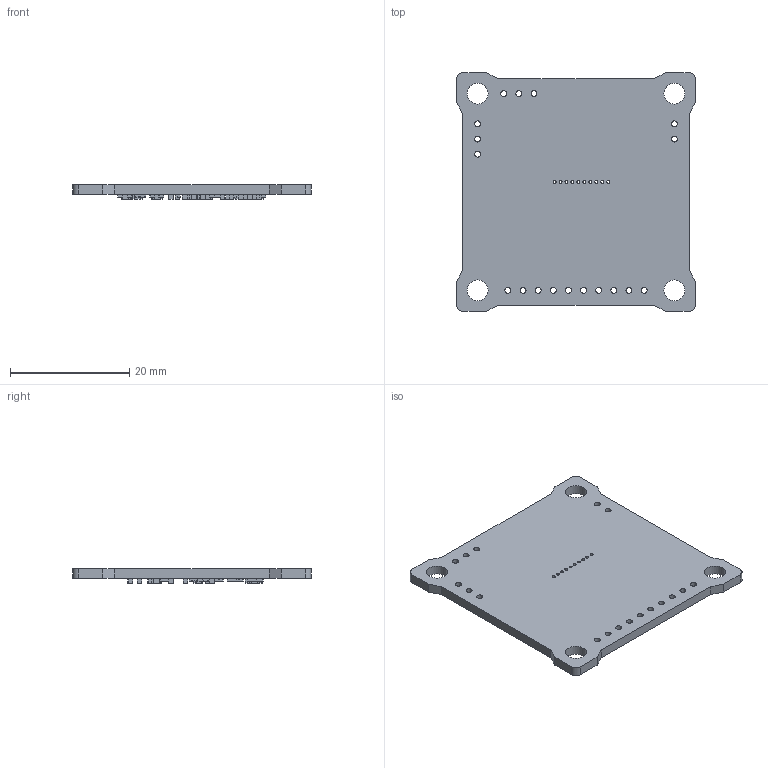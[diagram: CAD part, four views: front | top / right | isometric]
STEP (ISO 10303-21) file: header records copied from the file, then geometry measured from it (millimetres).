
FILE_DESCRIPTION(('KiCad electronic assembly'),'2;1');
FILE_NAME('low_freq_board.step','2022-06-18T13:34:38',('Pcbnew'),( 'Kicad'),'Open CASCADE STEP processor 7.5','KiCad to STEP converter' ,'Unknown');
FILE_SCHEMA(('AUTOMOTIVE_DESIGN { 1 0 10303 214 1 1 1 1 }'));
Length unit declared in the file: millimetre
Products named in the file (10): low_freq_board 1; C_0603_1608Metric; SOLID; R_0603_1608Metric; C_0402_1005Metric; R_0402_1005Metric; low_freq_board PCB
Assembly tree (65 placements, depth 3):
  low_freq_board 1
    C_0603_1608Metric  x29
      SOLID
    R_0603_1608Metric  x25
      SOLID
    C_0402_1005Metric  x4
      SOLID
    R_0402_1005Metric  x2
      SOLID
    low_freq_board PCB
Bounding box: 40 x 40 x 2.48 mm (x, y, z)
Volume: 2383.8 mm3; surface area: 3630.3 mm2
Topology: 61 solids, 61 shells, 1686 faces, 4386 edges, 2888 vertices
Faces by surface type: bspline 1626, cylinder 36, plane 24
Full cylindrical faces by diameter (mm): 0.5 x10, 1 x18, 3.5 x4
Entity records: 12227 total; most frequent: CARTESIAN_POINT 3892, ORIENTED_EDGE 908, PCURVE 908, DEFINITIONAL_REPRESENTATION 908, DIRECTION 774, B_SPLINE_CURVE_WITH_KNOTS 680, EDGE_CURVE 454, SURFACE_CURVE 422
